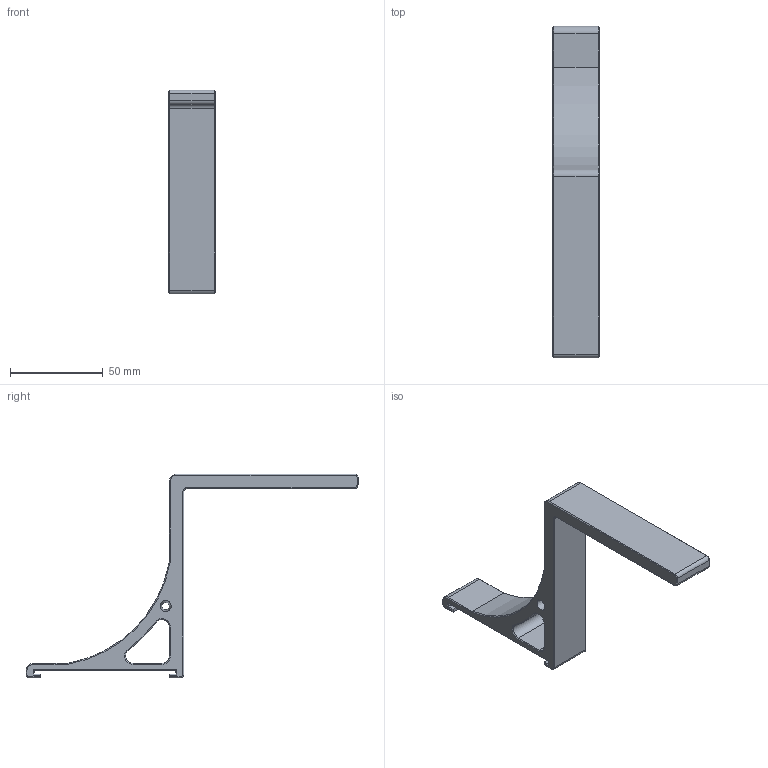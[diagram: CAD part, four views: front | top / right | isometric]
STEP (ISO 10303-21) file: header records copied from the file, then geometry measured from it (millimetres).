
FILE_DESCRIPTION(('FreeCAD Model'),'2;1');
FILE_NAME('Open CASCADE Shape Model','2024-06-15T13:39:30',('Author'),( ''),'Open CASCADE STEP processor 7.6','FreeCAD','Unknown');
FILE_SCHEMA(('AUTOMOTIVE_DESIGN { 1 0 10303 214 1 1 1 1 }'));
Length unit declared in the file: millimetre
Products named in the file (1): Body
Bounding box: 25 x 178.82 x 109.78 mm (x, y, z)
Volume: 58616.2 mm3; surface area: 20752.9 mm2
Topology: 1 solids, 1 shells, 95 faces, 217 edges, 124 vertices
Faces by surface type: plane 56, cone 26, cylinder 13
Full cylindrical faces by diameter (mm): 4 x1
Entity records: 2621 total; most frequent: DIRECTION 465, CARTESIAN_POINT 437, ORIENTED_EDGE 434, EDGE_CURVE 217, LINE 161, VECTOR 161, AXIS2_PLACEMENT_3D 152, VERTEX_POINT 124
